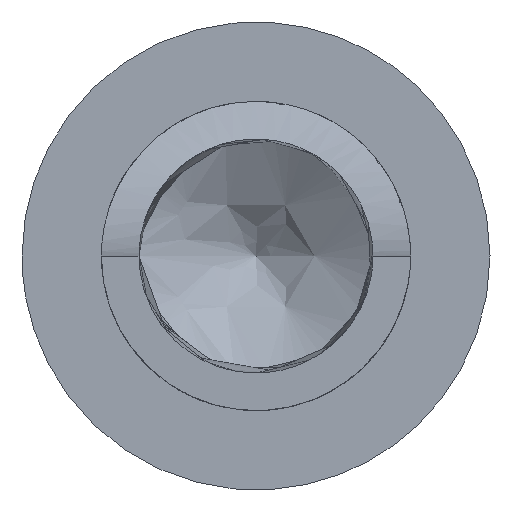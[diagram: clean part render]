
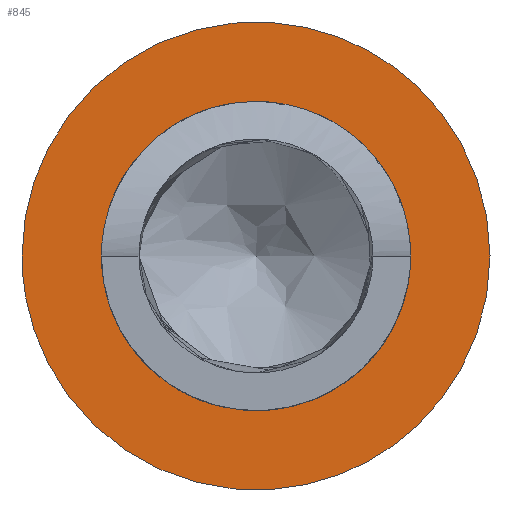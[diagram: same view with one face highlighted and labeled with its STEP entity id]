
A CAD part, front view. The second image highlights one B-rep face of the part: STEP entity #845.
In plain terms, the highlighted free-form (B-spline) face has degree [1, 1] with [2, 2] control points.
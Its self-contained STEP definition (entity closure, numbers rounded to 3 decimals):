
#787=CARTESIAN_POINT('V9',(-1.78,-6.323,0.0)
   );
#788=VERTEX_POINT('V9',#787);
#794=CARTESIAN_POINT('E14',(-1.78,-6.323,
   0.0));
#795=CARTESIAN_POINT('E14',(-1.78,-6.323,
   3.204));
#796=CARTESIAN_POINT('E14',(0.995,-6.323,
   1.602));
#797=CARTESIAN_POINT('E14',(3.77,-6.323,
   0.));
#798=CARTESIAN_POINT('E14',(0.995,-6.323,
   -1.602));
#799=CARTESIAN_POINT('E14',(-1.78,-6.323,
   -3.204));
#800=CARTESIAN_POINT('E14',(-1.78,-6.323,
   0.0));
#808=(BOUNDED_CURVE()B_SPLINE_CURVE(2,(#794,#795,#796,#797,#798,
   #799,#800),.CIRCULAR_ARC.,.T.,.U.)B_SPLINE_CURVE_WITH_KNOTS((3,
   2,2,3),(0.0,0.72,1.44,
   2.16),.UNSPECIFIED.)CURVE()
   GEOMETRIC_REPRESENTATION_ITEM()RATIONAL_B_SPLINE_CURVE((1.0,
   0.5,1.0,0.5,1.0,0.5,1.0)
   )REPRESENTATION_ITEM('E14'));
#809=EDGE_CURVE('E14',#788,#788,#808,.T.);
#816=CARTESIAN_POINT('F17',(-3.01,-6.323,
   3.08));
#817=CARTESIAN_POINT('F17',(-3.01,-6.323,
   -3.08));
#818=CARTESIAN_POINT('F17',(3.15,-6.323,
   3.08));
#819=CARTESIAN_POINT('F17',(3.15,-6.323,
   -3.08));
#820=QUASI_UNIFORM_SURFACE('F17',1,1,((#816,#818),(#817,#819)),
   .PLANE_SURF.,.F.,.F.,.U.);
#821=CARTESIAN_POINT('V21',(-2.73,-6.323,
   0.0));
#822=VERTEX_POINT('V21',#821);
#823=CARTESIAN_POINT('E34',(-2.73,-6.323,
   0.0));
#824=CARTESIAN_POINT('E34',(-2.73,-6.323,
   4.85));
#825=CARTESIAN_POINT('E34',(1.47,-6.323,
   2.425));
#826=CARTESIAN_POINT('E34',(5.67,-6.323,
   0.));
#827=CARTESIAN_POINT('E34',(1.47,-6.323,
   -2.425));
#828=CARTESIAN_POINT('E34',(-2.73,-6.323,
   -4.85));
#829=CARTESIAN_POINT('E34',(-2.73,-6.323,
   0.0));
#837=(BOUNDED_CURVE()B_SPLINE_CURVE(2,(#823,#824,#825,#826,#827,
   #828,#829),.CIRCULAR_ARC.,.T.,.U.)B_SPLINE_CURVE_WITH_KNOTS((3,
   2,2,3),(0.0,6.062,12.124,
   18.187),.UNSPECIFIED.)CURVE()
   GEOMETRIC_REPRESENTATION_ITEM()RATIONAL_B_SPLINE_CURVE((1.0,
   0.5,1.0,0.5,1.0,0.5,1.0)
   )REPRESENTATION_ITEM('E34'));
#838=EDGE_CURVE('E34',#822,#822,#837,.T.);
#839=ORIENTED_EDGE('E34',*,*,#838,.F.);
#840=EDGE_LOOP('F17',(#839));
#841=FACE_OUTER_BOUND('F17',#840,.T.);
#842=ORIENTED_EDGE('E14',*,*,#809,.T.);
#843=EDGE_LOOP('F17',(#842));
#844=FACE_BOUND('F17',#843,.T.);
#845=ADVANCED_FACE('F17',(#841,#844),#820,.T.);
